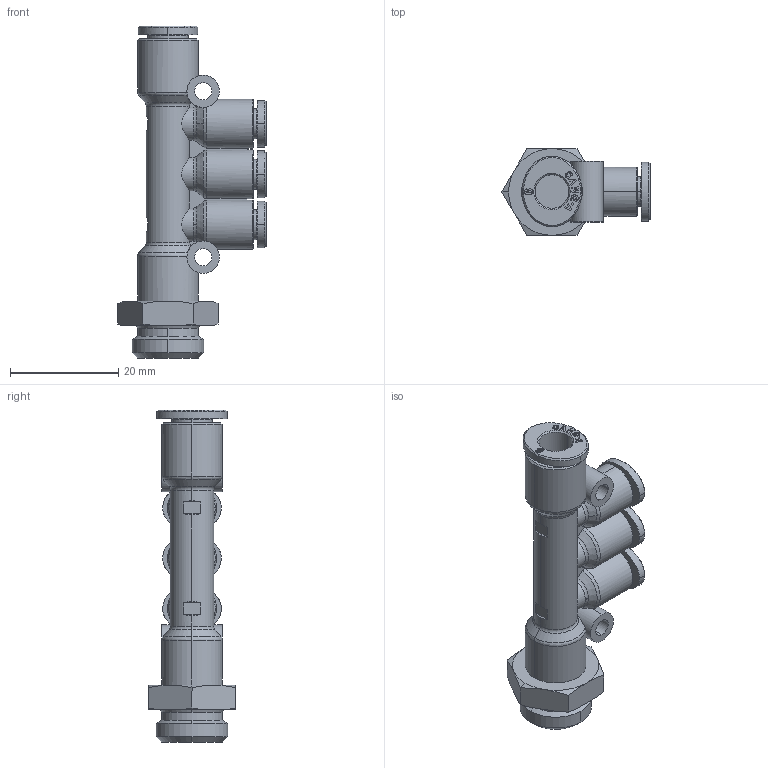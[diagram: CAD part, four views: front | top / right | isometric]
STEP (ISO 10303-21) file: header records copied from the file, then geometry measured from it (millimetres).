
FILE_DESCRIPTION (( 'STEP AP214' ), '1' );
FILE_NAME ('PKD06-04-G02.stp', '2015-09-17T07:55:43', ( '' ), ( '' ), 'SwSTEP 2.0', 'SolidWorks 2015', '' );
FILE_SCHEMA (( 'AUTOMOTIVE_DESIGN' ));
Length unit declared in the file: millimetre
Products named in the file (2): ｦ+ﾃｦ2; PKD06-04-G02
Assembly tree (1 placements, depth 2):
  PKD06-04-G02
    ｦ+ﾃｦ2
Bounding box: 27.34 x 16 x 61.25 mm (x, y, z)
Volume: 7039.2 mm3; surface area: 5591.3 mm2
Topology: 1 solids, 1 shells, 1464 faces, 4151 edges, 2756 vertices
Faces by surface type: plane 1188, bspline 132, cylinder 79, cone 54, torus 11
Entity records: 52139 total; most frequent: CARTESIAN_POINT 13924, ORIENTED_EDGE 8302, DIRECTION 6668, EDGE_CURVE 4151, LINE 3498, VECTOR 3498, VERTEX_POINT 2756, AXIS2_PLACEMENT_3D 1585
